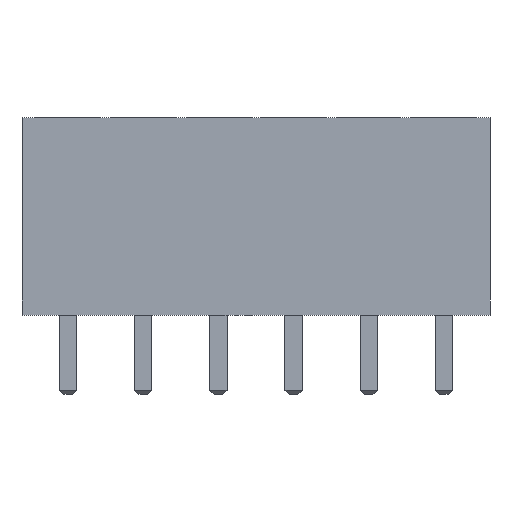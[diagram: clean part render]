
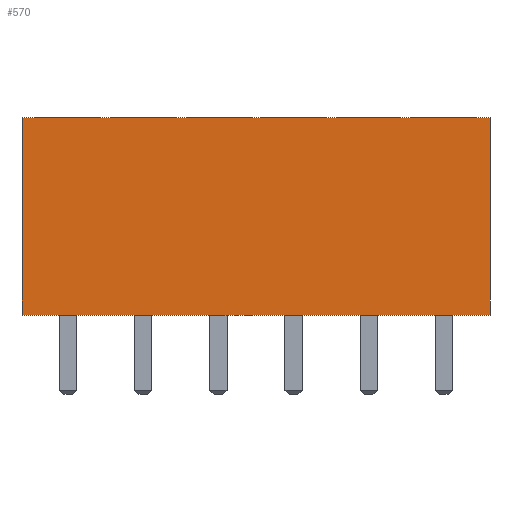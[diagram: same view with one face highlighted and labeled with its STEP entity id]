
A CAD part, front view. The second image highlights one B-rep face of the part: STEP entity #570.
In plain terms, the highlighted planar face has unit normal (0, -1, 0).
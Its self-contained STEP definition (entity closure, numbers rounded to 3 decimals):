
#570 = ADVANCED_FACE( '', ( #1166 ), #1167, .T. );
#1166 = FACE_OUTER_BOUND( '', #1767, .T. );
#1167 = PLANE( '', #1768 );
#1767 = EDGE_LOOP( '', ( #3397, #3398, #3399, #3400 ) );
#1768 = AXIS2_PLACEMENT_3D( '', #3401, #3402, #3403 );
#3397 = ORIENTED_EDGE( '', *, *, #4106, .T. );
#3398 = ORIENTED_EDGE( '', *, *, #3771, .T. );
#3399 = ORIENTED_EDGE( '', *, *, #4011, .T. );
#3400 = ORIENTED_EDGE( '', *, *, #3795, .T. );
#3401 = CARTESIAN_POINT( '', ( 0., -2.8, 1.2 ) );
#3402 = DIRECTION( '', ( 0., -1., 0. ) );
#3403 = DIRECTION( '', ( -1., 0., 0. ) );
#3771 = EDGE_CURVE( '', #4596, #4597, #4598, .T. );
#3795 = EDGE_CURVE( '', #4635, #4636, #4637, .T. );
#4011 = EDGE_CURVE( '', #4597, #4635, #4952, .T. );
#4106 = EDGE_CURVE( '', #4636, #4596, #5061, .T. );
#4596 = VERTEX_POINT( '', #5739 );
#4597 = VERTEX_POINT( '', #5740 );
#4598 = LINE( '', #5741, #5742 );
#4635 = VERTEX_POINT( '', #5796 );
#4636 = VERTEX_POINT( '', #5797 );
#4637 = LINE( '', #5798, #5799 );
#4952 = LINE( '', #6258, #6259 );
#5061 = LINE( '', #6416, #6417 );
#5739 = CARTESIAN_POINT( '', ( -2.15, -2.8, 9.2 ) );
#5740 = CARTESIAN_POINT( '', ( -2.15, -2.8, 0. ) );
#5741 = CARTESIAN_POINT( '', ( -2.15, -2.8, 9.2 ) );
#5742 = VECTOR( '', #6731, 1000. );
#5796 = CARTESIAN_POINT( '', ( 19.65, -2.8, 0. ) );
#5797 = CARTESIAN_POINT( '', ( 19.65, -2.8, 9.2 ) );
#5798 = CARTESIAN_POINT( '', ( 19.65, -2.8, 9.2 ) );
#5799 = VECTOR( '', #6749, 1000. );
#6258 = CARTESIAN_POINT( '', ( 14., -2.8, 0. ) );
#6259 = VECTOR( '', #6954, 1000. );
#6416 = CARTESIAN_POINT( '', ( -2.15, -2.8, 9.2 ) );
#6417 = VECTOR( '', #7048, 1000. );
#6731 = DIRECTION( '', ( 0., 0., -1. ) );
#6749 = DIRECTION( '', ( 0., 0., 1. ) );
#6954 = DIRECTION( '', ( 1., 0., 0. ) );
#7048 = DIRECTION( '', ( -1., 0., 0. ) );
